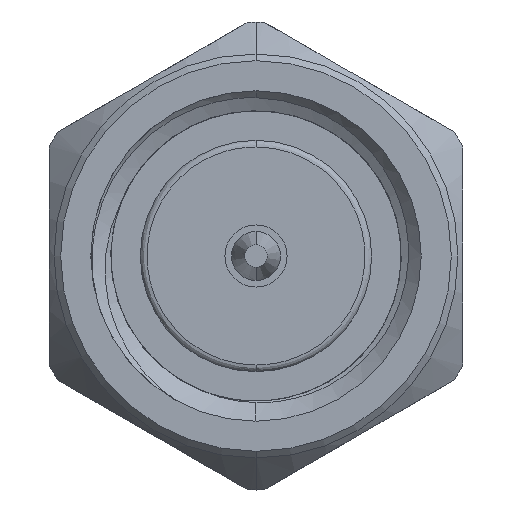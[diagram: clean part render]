
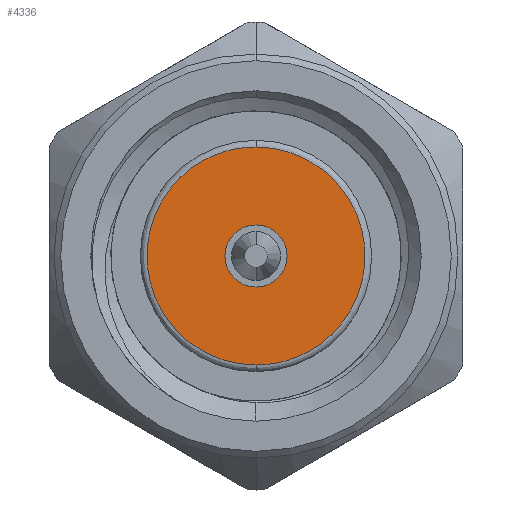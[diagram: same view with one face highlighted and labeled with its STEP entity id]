
A CAD part, left-side view. The second image highlights one B-rep face of the part: STEP entity #4336.
In plain terms, the highlighted planar face has unit normal (-1, 0, 0).
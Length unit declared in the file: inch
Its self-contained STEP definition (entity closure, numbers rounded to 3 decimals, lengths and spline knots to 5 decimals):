
#63 = ORIENTED_EDGE ( 'NONE', *, *, #6956, .F. ) ;
#143 = ORIENTED_EDGE ( 'NONE', *, *, #5039, .F. ) ;
#194 = DIRECTION ( 'NONE',  ( 1., 0., 0. ) ) ;
#488 = CARTESIAN_POINT ( 'NONE',  ( 0.0685, 0., -0.0825 ) ) ;
#745 = CARTESIAN_POINT ( 'NONE',  ( 0.0685, 0., 0. ) ) ;
#1274 = AXIS2_PLACEMENT_3D ( 'NONE', #2431, #3009, #6429 ) ;
#1404 = CARTESIAN_POINT ( 'NONE',  ( 0.0685, 0., -0.0235 ) ) ;
#1757 = CARTESIAN_POINT ( 'NONE',  ( 0.0685, 0., -0.0825 ) ) ;
#2064 = CARTESIAN_POINT ( 'NONE',  ( 0.0685, 0., -0.0825 ) ) ;
#2246 = VERTEX_POINT ( 'NONE', #3061 ) ;
#2431 = CARTESIAN_POINT ( 'NONE',  ( 0.0685, 0., 0. ) ) ;
#3009 = DIRECTION ( 'NONE',  ( -1., 0., 0. ) ) ;
#3018 = DIRECTION ( 'NONE',  ( -1., 0., 0. ) ) ;
#3061 = CARTESIAN_POINT ( 'NONE',  ( 0.0685, 0., 0.0825 ) ) ;
#3420 = FACE_OUTER_BOUND ( 'NONE', #6729, .T. ) ;
#3509 = CIRCLE ( 'NONE', #1274, 0.0235 ) ;
#3567 = DIRECTION ( 'NONE',  ( 0., 0., -1. ) ) ;
#3892 = EDGE_CURVE ( 'NONE', #7404, #2246, #5864, .T. ) ;
#4015 = CARTESIAN_POINT ( 'NONE',  ( 0.0685, 0.165, 0.0825 ) ) ;
#4336 = ADVANCED_FACE ( 'NONE', ( #7278, #3420 ), #7282, .F. ) ;
#4392 = CIRCLE ( 'NONE', #5655, 0.0235 ) ;
#4547 = CARTESIAN_POINT ( 'NONE',  ( 0.0685, 0., 0.0825 ) ) ;
#4723 = VERTEX_POINT ( 'NONE', #1404 ) ;
#4964 = CARTESIAN_POINT ( 'NONE',  ( 0.0685, 0.165, -0.0825 ) ) ;
#4998 = ORIENTED_EDGE ( 'NONE', *, *, #3892, .F. ) ;
#5039 = EDGE_CURVE ( 'NONE', #6496, #4723, #3509, .T. ) ;
#5069 = CARTESIAN_POINT ( 'NONE',  ( 0.0685, -0.165, 0.0825 ) ) ;
#5297 = CARTESIAN_POINT ( 'NONE',  ( 0.0685, 0., 0. ) ) ;
#5655 = AXIS2_PLACEMENT_3D ( 'NONE', #745, #3018, #3567 ) ;
#5709 = CARTESIAN_POINT ( 'NONE',  ( 0.0685, -0.165, -0.0825 ) ) ;
#5739 = CARTESIAN_POINT ( 'NONE',  ( 0.0685, 0., 0.0825 ) ) ;
#5864 =( BOUNDED_CURVE ( )  B_SPLINE_CURVE ( 3, ( #2064, #4964, #4015, #5739 ),
 .UNSPECIFIED., .F., .F. ) 
 B_SPLINE_CURVE_WITH_KNOTS ( ( 4, 4 ),
 ( 0., 1. ),
 .UNSPECIFIED. ) 
 CURVE ( )  GEOMETRIC_REPRESENTATION_ITEM ( )  RATIONAL_B_SPLINE_CURVE ( ( 1., 0.333, 0.333, 1. ) ) 
 REPRESENTATION_ITEM ( '' )  );
#5921 = EDGE_LOOP ( 'NONE', ( #63, #143 ) ) ;
#5980 = CARTESIAN_POINT ( 'NONE',  ( 0.0685, 0., 0.0235 ) ) ;
#6195 = ORIENTED_EDGE ( 'NONE', *, *, #7266, .F. ) ;
#6429 = DIRECTION ( 'NONE',  ( 0., 0., -1. ) ) ;
#6496 = VERTEX_POINT ( 'NONE', #5980 ) ;
#6729 = EDGE_LOOP ( 'NONE', ( #4998, #6195 ) ) ;
#6796 = DIRECTION ( 'NONE',  ( 0., 0., -1. ) ) ;
#6956 = EDGE_CURVE ( 'NONE', #4723, #6496, #4392, .T. ) ;
#7108 = AXIS2_PLACEMENT_3D ( 'NONE', #5297, #194, #6796 ) ;
#7141 =( BOUNDED_CURVE ( )  B_SPLINE_CURVE ( 3, ( #4547, #5069, #5709, #488 ),
 .UNSPECIFIED., .F., .F. ) 
 B_SPLINE_CURVE_WITH_KNOTS ( ( 4, 4 ),
 ( 0., 1. ),
 .UNSPECIFIED. ) 
 CURVE ( )  GEOMETRIC_REPRESENTATION_ITEM ( )  RATIONAL_B_SPLINE_CURVE ( ( 1., 0.333, 0.333, 1. ) ) 
 REPRESENTATION_ITEM ( '' )  );
#7266 = EDGE_CURVE ( 'NONE', #2246, #7404, #7141, .T. ) ;
#7278 = FACE_BOUND ( 'NONE', #5921, .T. ) ;
#7282 = PLANE ( 'NONE',  #7108 ) ;
#7404 = VERTEX_POINT ( 'NONE', #1757 ) ;
